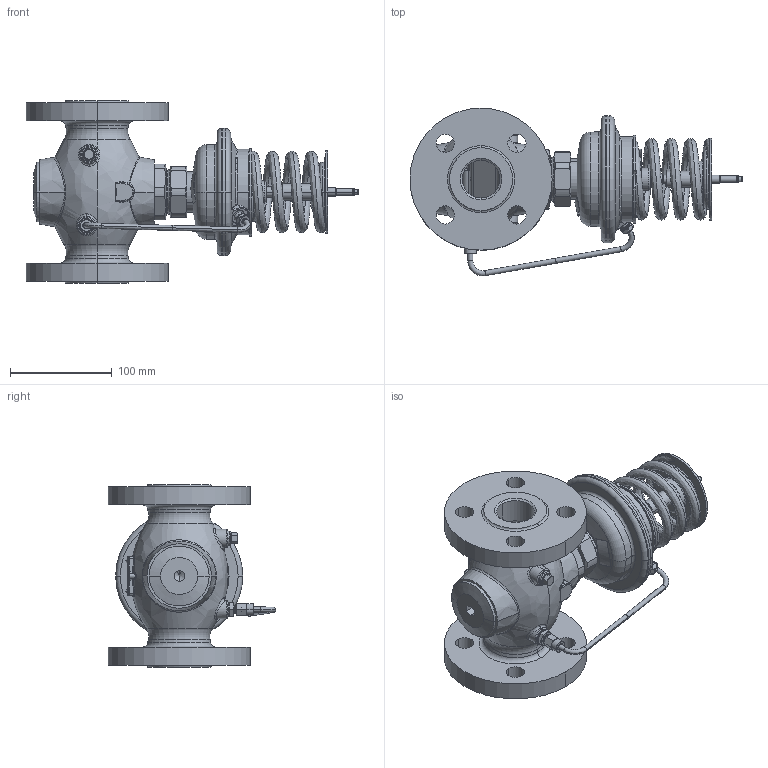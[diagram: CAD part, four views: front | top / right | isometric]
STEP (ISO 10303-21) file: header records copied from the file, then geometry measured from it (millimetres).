
FILE_DESCRIPTION((''),'2;1');
FILE_NAME('003H6659_ASM','2012-11-16T',('u258099'),('Danfoss'),'PRO/ENGINEER BY PARAMETRIC TECHNOLOGY CORPORATION, 2010370','PRO/ENGINEER BY PARAMETRIC TECHNOLOGY CORPORATION, 2010370','');
FILE_SCHEMA(('CONFIG_CONTROL_DESIGN'));
Length unit declared in the file: millimetre
Products named in the file (32): 8883810; 8883905; 8883813; 8881085; 88810790_ZAVIHAN; 8883848; TRATA-MUTTER; PUSA_VODILNA_10X12X5; 8883849; FEDER-BLAU; 8881075; GLEITSCHEIBE; 8881076; 8881102; 8883766_ASM; 5454030; 5211524; 8881022; 8882846; 8882817_ASM; 8882043; 8882035_ASM; 8882042; 5454032; 5184018; 88810710; 5191729; 8882005; 5589607; 8883533A; 8883503; 003H6659_ASM
Assembly tree (34 placements, depth 3):
  003H6659_ASM
    8883766_ASM
      8883810
      8883905
      8883813
      8881085
      88810790_ZAVIHAN
      8883848
      TRATA-MUTTER
      PUSA_VODILNA_10X12X5
      8883849
      FEDER-BLAU
      8881075
      GLEITSCHEIBE
      8881076
      8881102
    5454030
    5211524  x2
    8881022
    8882817_ASM
      8882846
    8882035_ASM
      8882043
    8882042
    5454032  x2
    5184018
    88810710
    5191729
    8882005
    5589607  x2
    8883533A
    8883503
Bounding box: 327.1 x 165.2 x 180 mm (x, y, z)
Volume: 1271965.3 mm3; surface area: 368032.3 mm2
Topology: 31 solids, 31 shells, 1546 faces, 3518 edges, 2127 vertices
Faces by surface type: plane 478, cylinder 438, cone 280, torus 244, bspline 92, sphere 14
Entity records: 51506 total; most frequent: CARTESIAN_POINT 16871, DIRECTION 7522, ORIENTED_EDGE 6908, EDGE_CURVE 3454, AXIS2_PLACEMENT_3D 3187, VERTEX_POINT 2088, EDGE_LOOP 1684, CIRCLE 1681
